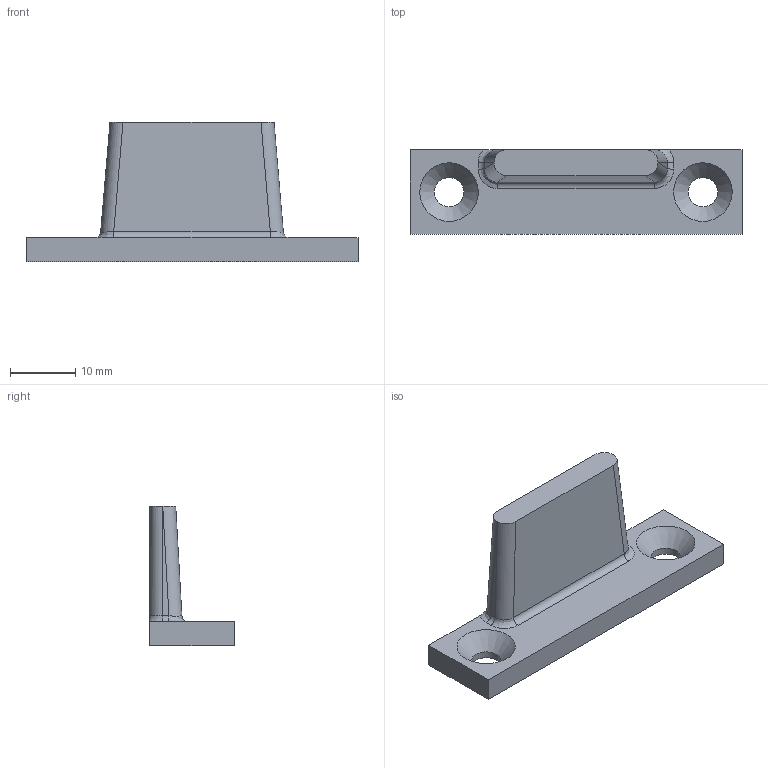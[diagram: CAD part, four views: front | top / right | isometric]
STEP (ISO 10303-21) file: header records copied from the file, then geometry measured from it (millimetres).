
FILE_DESCRIPTION(/* description */ (''),/* implementation_level */ '2;1');
FILE_NAME(/* name */ '1103.stp',/* time_stamp */ '2019-09-09T10:16:51+02:00',/* author */ ('DBARI'),/* organization */ (''),/* preprocessor_version */ 'ST-DEVELOPER v17.2',/* originating_system */ 'Autodesk Inventor 2019',/* authorisation */ '');
FILE_SCHEMA (('AUTOMOTIVE_DESIGN { 1 0 10303 214 3 1 1 }'));
Length unit declared in the file: millimetre
Products named in the file (1): 1103 guide
Bounding box: 51 x 13 x 21.5 mm (x, y, z)
Volume: 4314.8 mm3; surface area: 2815.1 mm2
Topology: 1 solids, 1 shells, 25 faces, 65 edges, 42 vertices
Faces by surface type: plane 10, cylinder 9, bspline 4, cone 2
Full cylindrical faces by diameter (mm): 4.5 x2
Entity records: 923 total; most frequent: CARTESIAN_POINT 248, DIRECTION 135, ORIENTED_EDGE 130, EDGE_CURVE 65, AXIS2_PLACEMENT_3D 50, VERTEX_POINT 42, LINE 35, VECTOR 35
